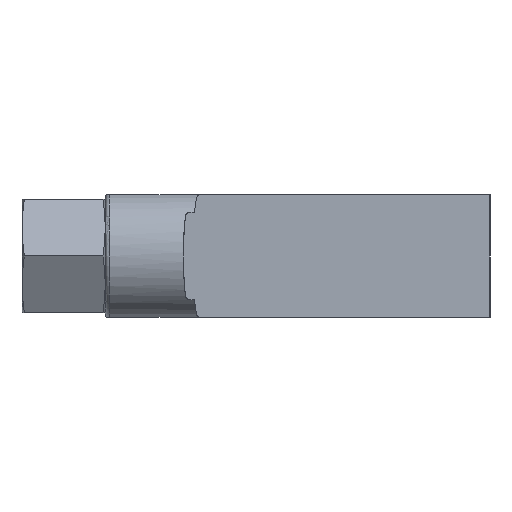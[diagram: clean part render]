
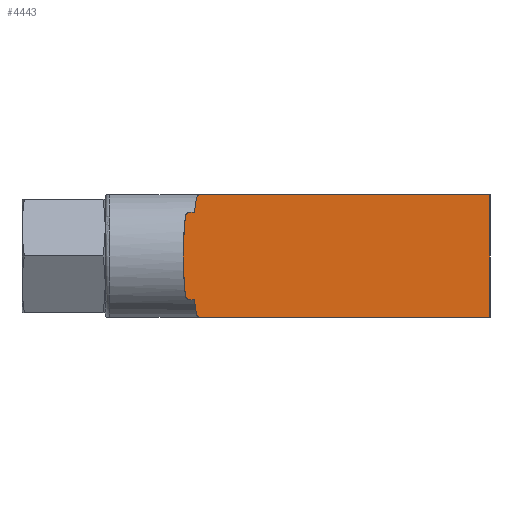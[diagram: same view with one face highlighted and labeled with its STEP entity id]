
A CAD part, left-side view. The second image highlights one B-rep face of the part: STEP entity #4443.
In plain terms, the highlighted planar face has unit normal (-1, 0, 0).
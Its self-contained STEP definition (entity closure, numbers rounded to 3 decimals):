
#320=LINE('',#6647,#590);
#321=LINE('',#6655,#591);
#322=LINE('',#6661,#592);
#323=LINE('',#6663,#593);
#324=LINE('',#6665,#594);
#590=VECTOR('',#5512,1000.);
#591=VECTOR('',#5519,1000.);
#592=VECTOR('',#5524,1000.);
#593=VECTOR('',#5525,1000.);
#594=VECTOR('',#5526,1000.);
#691=PLANE('',#4729);
#817=CIRCLE('',#4730,44.);
#818=CIRCLE('',#4731,0.5);
#819=CIRCLE('',#4732,44.);
#820=CIRCLE('',#4733,0.5);
#821=CIRCLE('',#4734,44.);
#822=CIRCLE('',#4735,0.5);
#823=CIRCLE('',#4736,0.5);
#1560=ORIENTED_EDGE('',*,*,#2166,.F.);
#1561=ORIENTED_EDGE('',*,*,#2167,.F.);
#1562=ORIENTED_EDGE('',*,*,#2168,.F.);
#1563=ORIENTED_EDGE('',*,*,#2169,.F.);
#1564=ORIENTED_EDGE('',*,*,#2170,.F.);
#1565=ORIENTED_EDGE('',*,*,#2171,.F.);
#1566=ORIENTED_EDGE('',*,*,#2172,.F.);
#1567=ORIENTED_EDGE('',*,*,#2173,.F.);
#1568=ORIENTED_EDGE('',*,*,#2174,.T.);
#1569=ORIENTED_EDGE('',*,*,#2175,.T.);
#1570=ORIENTED_EDGE('',*,*,#2176,.F.);
#1571=ORIENTED_EDGE('',*,*,#2177,.F.);
#2166=EDGE_CURVE('',#2514,#2515,#817,.T.);
#2167=EDGE_CURVE('',#2516,#2514,#320,.T.);
#2168=EDGE_CURVE('',#2517,#2516,#818,.T.);
#2169=EDGE_CURVE('',#2518,#2517,#819,.T.);
#2170=EDGE_CURVE('',#2519,#2518,#820,.T.);
#2171=EDGE_CURVE('',#2520,#2519,#321,.T.);
#2172=EDGE_CURVE('',#2521,#2520,#821,.T.);
#2173=EDGE_CURVE('',#2522,#2521,#822,.T.);
#2174=EDGE_CURVE('',#2522,#2523,#322,.T.);
#2175=EDGE_CURVE('',#2523,#2524,#323,.T.);
#2176=EDGE_CURVE('',#2525,#2524,#324,.T.);
#2177=EDGE_CURVE('',#2515,#2525,#823,.T.);
#2514=VERTEX_POINT('',#6645);
#2515=VERTEX_POINT('',#6646);
#2516=VERTEX_POINT('',#6648);
#2517=VERTEX_POINT('',#6650);
#2518=VERTEX_POINT('',#6652);
#2519=VERTEX_POINT('',#6654);
#2520=VERTEX_POINT('',#6656);
#2521=VERTEX_POINT('',#6658);
#2522=VERTEX_POINT('',#6660);
#2523=VERTEX_POINT('',#6662);
#2524=VERTEX_POINT('',#6664);
#2525=VERTEX_POINT('',#6666);
#2767=EDGE_LOOP('',(#1560,#1561,#1562,#1563,#1564,#1565,#1566,#1567,#1568,
#1569,#1570,#1571));
#2971=FACE_BOUND('',#2767,.T.);
#4443=ADVANCED_FACE('',(#2971),#691,.F.);
#4729=AXIS2_PLACEMENT_3D('',#6643,#5508,#5509);
#4730=AXIS2_PLACEMENT_3D('',#6644,#5510,#5511);
#4731=AXIS2_PLACEMENT_3D('',#6649,#5513,#5514);
#4732=AXIS2_PLACEMENT_3D('',#6651,#5515,#5516);
#4733=AXIS2_PLACEMENT_3D('',#6653,#5517,#5518);
#4734=AXIS2_PLACEMENT_3D('',#6657,#5520,#5521);
#4735=AXIS2_PLACEMENT_3D('',#6659,#5522,#5523);
#4736=AXIS2_PLACEMENT_3D('',#6667,#5527,#5528);
#5508=DIRECTION('',(1.,0.,0.));
#5509=DIRECTION('',(0.,0.,-1.));
#5510=DIRECTION('',(1.,0.,0.));
#5511=DIRECTION('',(0.,0.,-1.));
#5512=DIRECTION('',(0.,-1.,0.));
#5513=DIRECTION('',(1.,0.,0.));
#5514=DIRECTION('',(0.,0.,-1.));
#5515=DIRECTION('',(1.,0.,0.));
#5516=DIRECTION('',(0.,0.,-1.));
#5517=DIRECTION('',(1.,0.,0.));
#5518=DIRECTION('',(0.,0.,-1.));
#5519=DIRECTION('',(0.,1.,0.));
#5520=DIRECTION('',(1.,0.,0.));
#5521=DIRECTION('',(0.,0.,-1.));
#5522=DIRECTION('',(1.,0.,0.));
#5523=DIRECTION('',(0.,0.,-1.));
#5524=DIRECTION('',(0.,-1.,0.));
#5525=DIRECTION('',(0.,0.,1.));
#5526=DIRECTION('',(0.,-1.,0.));
#5527=DIRECTION('',(1.,0.,0.));
#5528=DIRECTION('',(0.,0.,-1.));
#6643=CARTESIAN_POINT('',(-18.2,8.,-7.));
#6644=CARTESIAN_POINT('',(-18.2,-10.,0.));
#6645=CARTESIAN_POINT('',(-18.2,33.715,5.));
#6646=CARTESIAN_POINT('',(-18.2,33.506,6.575));
#6647=CARTESIAN_POINT('',(-18.2,34.267,5.));
#6648=CARTESIAN_POINT('',(-18.2,34.267,5.));
#6649=CARTESIAN_POINT('',(-18.2,34.267,4.5));
#6650=CARTESIAN_POINT('',(-18.2,34.764,4.552));
#6651=CARTESIAN_POINT('',(-18.2,-9.,0.));
#6652=CARTESIAN_POINT('',(-18.2,34.764,-4.552));
#6653=CARTESIAN_POINT('',(-18.2,34.267,-4.5));
#6654=CARTESIAN_POINT('',(-18.2,34.267,-5.));
#6655=CARTESIAN_POINT('',(-18.2,8.,-5.));
#6656=CARTESIAN_POINT('',(-18.2,33.715,-5.));
#6657=CARTESIAN_POINT('',(-18.2,-10.,0.));
#6658=CARTESIAN_POINT('',(-18.2,33.506,-6.575));
#6659=CARTESIAN_POINT('',(-18.2,33.012,-6.5));
#6660=CARTESIAN_POINT('',(-18.2,33.012,-7.));
#6661=CARTESIAN_POINT('',(-18.2,8.,-7.));
#6662=CARTESIAN_POINT('',(-18.2,0.,-7.));
#6663=CARTESIAN_POINT('',(-18.2,0.,-7.));
#6664=CARTESIAN_POINT('',(-18.2,0.,7.));
#6665=CARTESIAN_POINT('',(-18.2,8.,7.));
#6666=CARTESIAN_POINT('',(-18.2,33.012,7.));
#6667=CARTESIAN_POINT('',(-18.2,33.012,6.5));
